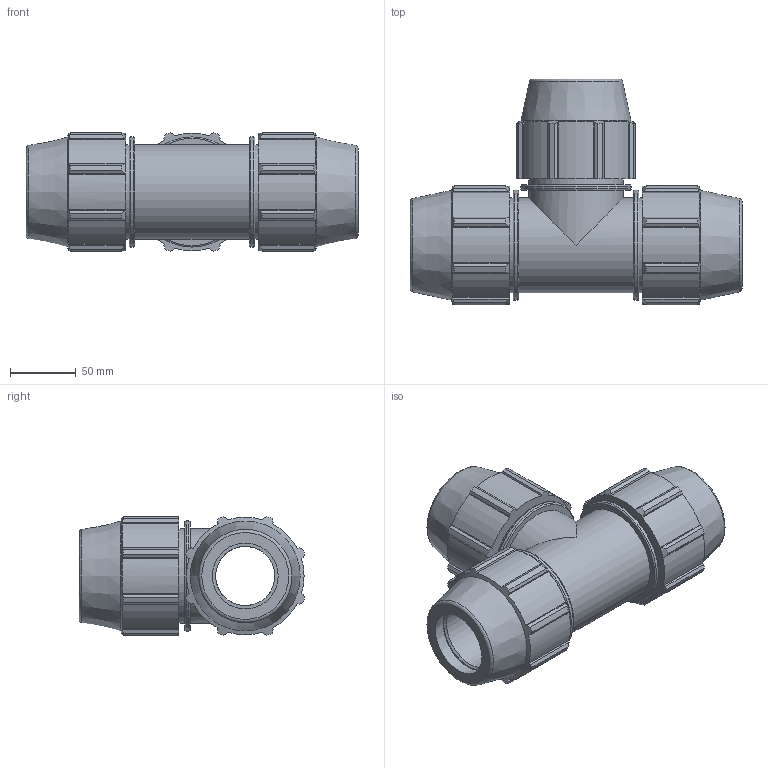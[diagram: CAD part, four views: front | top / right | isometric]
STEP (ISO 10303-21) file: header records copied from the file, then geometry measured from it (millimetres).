
FILE_DESCRIPTION(/* description */ ('PLASSON REPAIR TEE 50'),/* implementation_level */ '2;1');
FILE_NAME(/* name */ '0704P0050_1804P0050_0704P60500A.ipt.stp',/* time_stamp */ '2017-06-06T17:15:17+03:00',/* author */ ('Кирилл'),/* organization */ (''),/* preprocessor_version */ 'ST-DEVELOPER v15.6',/* originating_system */ 'Autodesk Inventor 2015',/* authorisation */ '');
FILE_SCHEMA (('AUTOMOTIVE_DESIGN { 1 0 10303 214 3 1 1 }'));
Length unit declared in the file: millimetre
Products named in the file (1): 0704P0050_1804P0050_0704P60500A
Bounding box: 252 x 171.16 x 90.33 mm (x, y, z)
Volume: 1113066.5 mm3; surface area: 167797.5 mm2
Topology: 1 solids, 1 shells, 212 faces, 579 edges, 384 vertices
Faces by surface type: plane 114, cylinder 61, cone 28, torus 9
Full cylindrical faces by diameter (mm): 45 x2, 50 x3, 72 x5, 83.52 x3
Entity records: 6600 total; most frequent: CARTESIAN_POINT 1277, ORIENTED_EDGE 1064, DIRECTION 1042, EDGE_CURVE 532, AXIS2_PLACEMENT_3D 377, VERTEX_POINT 372, LINE 288, VECTOR 288
